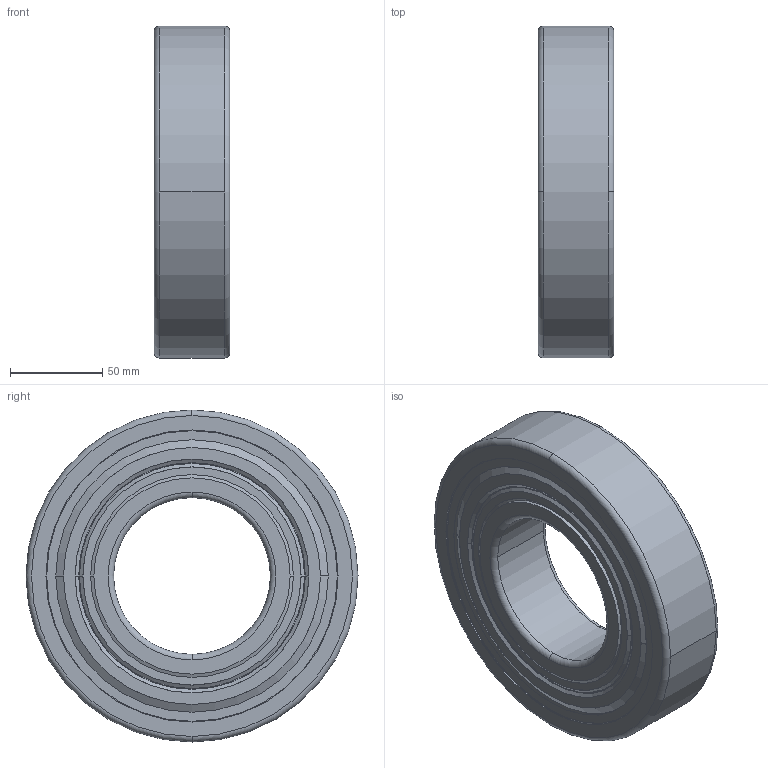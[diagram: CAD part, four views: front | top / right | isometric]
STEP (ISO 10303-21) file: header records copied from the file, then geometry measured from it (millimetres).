
FILE_DESCRIPTION(('STEP AP214'),'1');
FILE_NAME('snr_6317zzc3_0.stp','2025-10-22T10:41:57',('TraceParts'),('TraceParts S.A.S.'),'Spatial InterOp 3D',' ',' ');
FILE_SCHEMA(('AUTOMOTIVE_DESIGN { 1 0 10303 214 1 1 1 1 }'));
Length unit declared in the file: millimetre
Products named in the file (1): 1
Bounding box: 41 x 180 x 180 mm (x, y, z)
Volume: 713280.7 mm3; surface area: 206301.5 mm2
Topology: 5 solids, 5 shells, 118 faces, 264 edges, 172 vertices
Faces by surface type: torus 36, cone 32, plane 26, cylinder 24
Entity records: 3451 total; most frequent: DIRECTION 718, CARTESIAN_POINT 559, ORIENTED_EDGE 528, AXIS2_PLACEMENT_3D 331, EDGE_CURVE 264, CIRCLE 208, VERTEX_POINT 172, EDGE_LOOP 144
